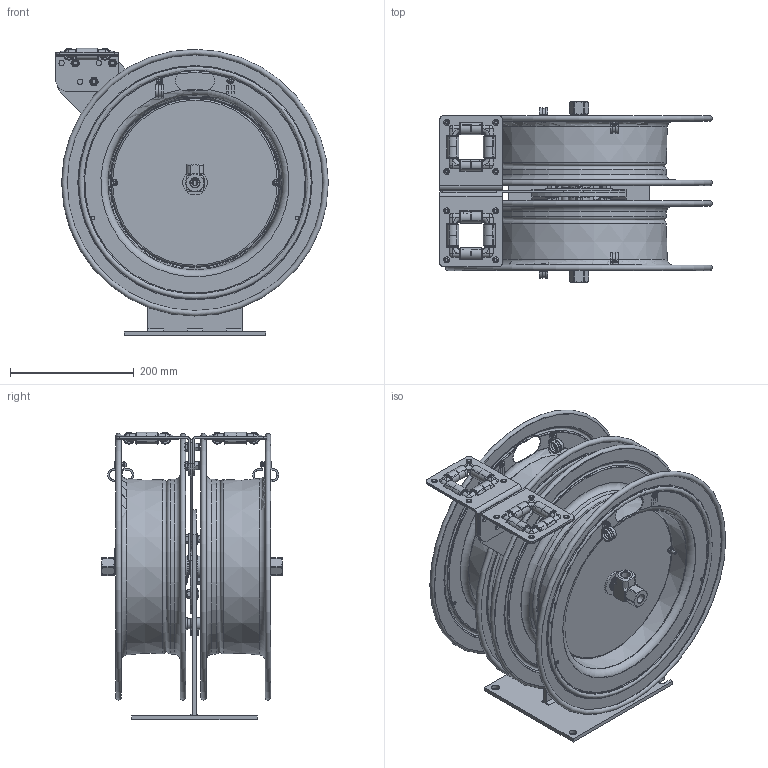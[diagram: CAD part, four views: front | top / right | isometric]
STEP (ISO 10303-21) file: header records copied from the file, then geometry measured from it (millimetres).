
FILE_DESCRIPTION(/* description */ (''),/* implementation_level */ '2;1');
FILE_NAME(/* name */ 'C-LPL-335-335_SHARED.stp',/* time_stamp */ '2020-01-14T13:56:47-07:00',/* author */ ('NMelton'),/* organization */ (''),/* preprocessor_version */ 'ST-DEVELOPER v17',/* originating_system */ 'Autodesk Inventor 2019',/* authorisation */ '');
FILE_SCHEMA (('AUTOMOTIVE_DESIGN { 1 0 10303 214 3 1 1 }'));
Products named in the file (1): C-LPL-335-335_SHARED
Bounding box: 441.44 x 292.51 x 465.11 mm (x, y, z)
Surface area: 1708507.9 mm2 (no closed solid volume)
Topology: 0 solids, 212 shells, 2427 faces, 12378 edges, 9843 vertices
Faces by surface type: plane 1219, cylinder 695, bspline 217, cone 168, torus 91, sphere 37
Full cylindrical faces by diameter (mm): 2.159 x4, 2.54 x1, 3.048 x1, 3.962 x4, 4.699 x8, 4.826 x8, 5.182 x4, 5.556 x5, 5.588 x8, 6.35 x10, 8.636 x6, 8.89 x2, 11.43 x3, 12.192 x5, 12.7 x2, 14.859 x2, 15.875 x1, 17.882 x2, 19.05 x10, 20.574 x2, 25.362 x1, 31.623 x1, 34.925 x2, 35.052 x2, 39.624 x2, 273.05 x1
Entity records: 141314 total; most frequent: CARTESIAN_POINT 47596, DIRECTION 17025, ORIENTED_EDGE 16614, EDGE_CURVE 12344, VERTEX_POINT 9843, LINE 7141, VECTOR 7141, AXIS2_PLACEMENT_3D 4942
